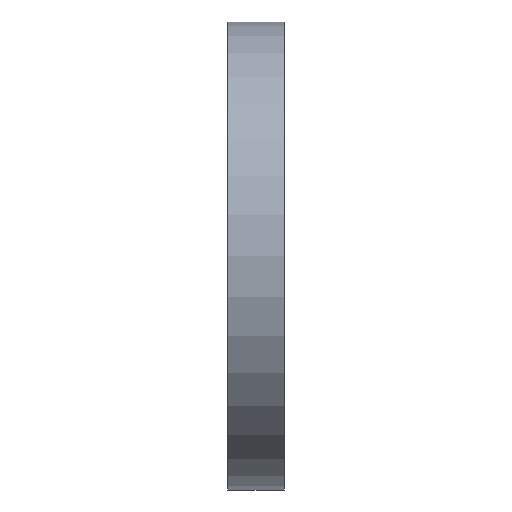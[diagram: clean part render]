
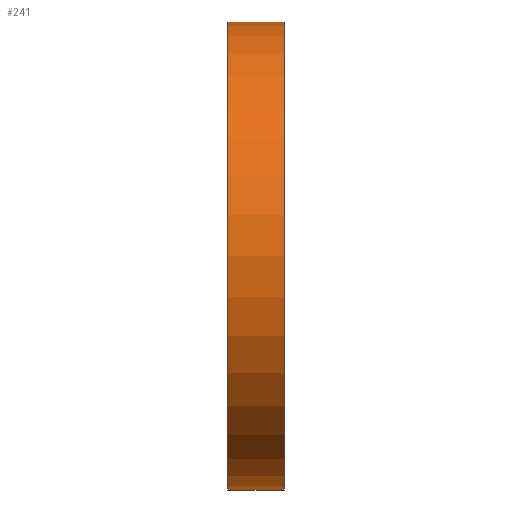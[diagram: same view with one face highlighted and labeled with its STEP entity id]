
A CAD part, front view. The second image highlights one B-rep face of the part: STEP entity #241.
In plain terms, the highlighted cylindrical face has radius 26.194 mm (diameter 52.387 mm), a partial arc.
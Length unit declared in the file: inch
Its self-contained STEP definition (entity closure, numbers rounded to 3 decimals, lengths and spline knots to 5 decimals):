
#43 = CARTESIAN_POINT ( 'NONE',  ( 0.25, 0., 0. ) ) ;
#61 = VERTEX_POINT ( 'NONE', #1994 ) ;
#177 = LINE ( 'NONE', #2052, #1478 ) ;
#186 = DIRECTION ( 'NONE',  ( 0., 0., 1. ) ) ;
#223 = DIRECTION ( 'NONE',  ( 0., 0., 1. ) ) ;
#232 = EDGE_CURVE ( 'NONE', #828, #61, #177, .T. ) ;
#241 = ADVANCED_FACE ( 'NONE', ( #1031 ), #1879, .T. ) ;
#356 = CARTESIAN_POINT ( 'NONE',  ( -0.3937, 0., 0. ) ) ;
#476 = CIRCLE ( 'NONE', #651, 1.03125 ) ;
#651 = AXIS2_PLACEMENT_3D ( 'NONE', #804, #1998, #979 ) ;
#702 = AXIS2_PLACEMENT_3D ( 'NONE', #43, #1236, #223 ) ;
#804 = CARTESIAN_POINT ( 'NONE',  ( 0., 0., 0. ) ) ;
#826 = AXIS2_PLACEMENT_3D ( 'NONE', #356, #865, #186 ) ;
#828 = VERTEX_POINT ( 'NONE', #1677 ) ;
#846 = VERTEX_POINT ( 'NONE', #2186 ) ;
#865 = DIRECTION ( 'NONE',  ( -1., 0., 0. ) ) ;
#946 = CIRCLE ( 'NONE', #702, 1.03125 ) ;
#947 = EDGE_LOOP ( 'NONE', ( #1796, #1837, #1082, #1823 ) ) ;
#979 = DIRECTION ( 'NONE',  ( 0., 0., 1. ) ) ;
#1007 = DIRECTION ( 'NONE',  ( -1., 0., 0. ) ) ;
#1031 = FACE_OUTER_BOUND ( 'NONE', #947, .T. ) ;
#1082 = ORIENTED_EDGE ( 'NONE', *, *, #232, .T. ) ;
#1097 = VECTOR ( 'NONE', #1007, 39.37008 ) ;
#1172 = CARTESIAN_POINT ( 'NONE',  ( 0., 0., -1.03125 ) ) ;
#1181 = CARTESIAN_POINT ( 'NONE',  ( -0.3937, 0., -1.03125 ) ) ;
#1236 = DIRECTION ( 'NONE',  ( -1., 0., 0. ) ) ;
#1369 = EDGE_CURVE ( 'NONE', #846, #828, #946, .T. ) ;
#1478 = VECTOR ( 'NONE', #1544, 39.37008 ) ;
#1544 = DIRECTION ( 'NONE',  ( -1., 0., 0. ) ) ;
#1610 = EDGE_CURVE ( 'NONE', #2003, #61, #476, .T. ) ;
#1677 = CARTESIAN_POINT ( 'NONE',  ( 0.25, 0., 1.03125 ) ) ;
#1796 = ORIENTED_EDGE ( 'NONE', *, *, #2014, .F. ) ;
#1823 = ORIENTED_EDGE ( 'NONE', *, *, #1610, .F. ) ;
#1837 = ORIENTED_EDGE ( 'NONE', *, *, #1369, .T. ) ;
#1879 = CYLINDRICAL_SURFACE ( 'NONE', #826, 1.03125 ) ;
#1993 = LINE ( 'NONE', #1181, #1097 ) ;
#1994 = CARTESIAN_POINT ( 'NONE',  ( 0., 0., 1.03125 ) ) ;
#1998 = DIRECTION ( 'NONE',  ( -1., 0., 0. ) ) ;
#2003 = VERTEX_POINT ( 'NONE', #1172 ) ;
#2014 = EDGE_CURVE ( 'NONE', #846, #2003, #1993, .T. ) ;
#2052 = CARTESIAN_POINT ( 'NONE',  ( -0.3937, 0., 1.03125 ) ) ;
#2186 = CARTESIAN_POINT ( 'NONE',  ( 0.25, 0., -1.03125 ) ) ;
